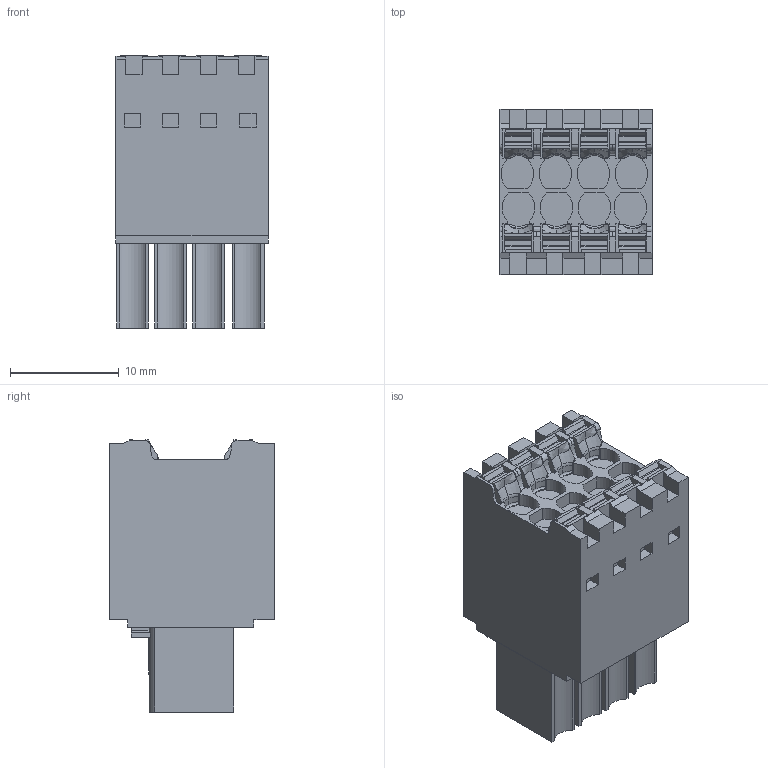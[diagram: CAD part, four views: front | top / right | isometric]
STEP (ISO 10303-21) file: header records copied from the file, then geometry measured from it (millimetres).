
FILE_DESCRIPTION(('CATIA V5R22 STEP214','CAx-IF Rec.Pracs.--- Model Styling and Organization---1.4--- 2014-01-23'),'2;1');
FILE_NAME ('D1450438_1_1277480000_1277480000.stp','2023-03-14T07:08:00+00:00',('none'),('Weidmueller'),'CATIA Version 5-6 Release 2016 SP3 HF44','CATIA V5 STEP AP214','none');
FILE_SCHEMA(('AUTOMOTIVE_DESIGN { 1 0 10303 214 1 1 1 1 }'));
Length unit declared in the file: millimetre
Products named in the file (1): 1277480000
Bounding box: 14 x 15.2 x 25.05 mm (x, y, z)
Volume: 3892.7 mm3; surface area: 2857.5 mm2
Topology: 9 solids, 9 shells, 620 faces, 1706 edges, 1124 vertices
Faces by surface type: plane 444, cylinder 94, torus 40, bspline 16, cone 16, extrusion 10
Entity records: 20192 total; most frequent: CARTESIAN_POINT 5885, ORIENTED_EDGE 3412, DIRECTION 2182, EDGE_CURVE 1706, VECTOR 1244, LINE 1234, VERTEX_POINT 1124, EDGE_LOOP 640
